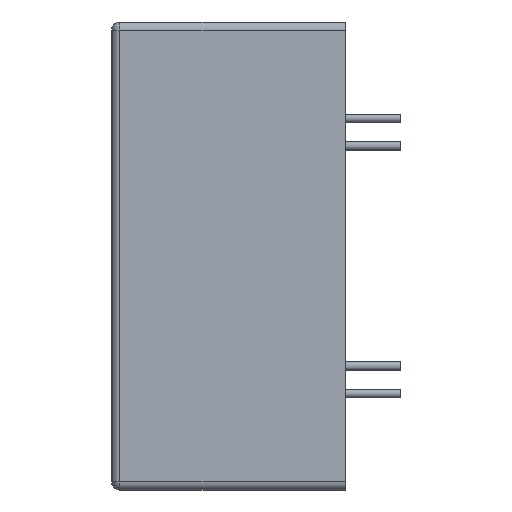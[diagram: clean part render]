
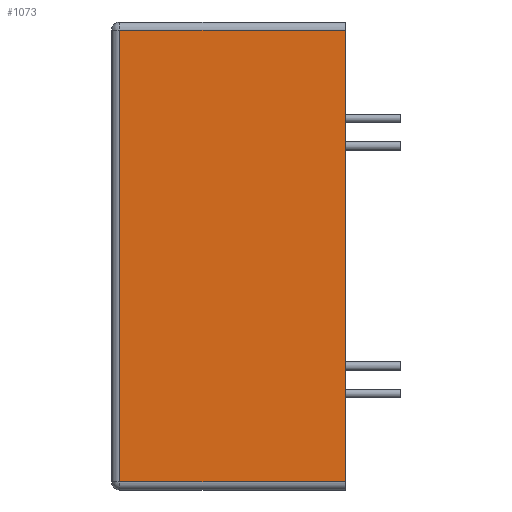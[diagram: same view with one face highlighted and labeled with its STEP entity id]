
A CAD part, left-side view. The second image highlights one B-rep face of the part: STEP entity #1073.
In plain terms, the highlighted planar face has unit normal (-1, 0, 0).
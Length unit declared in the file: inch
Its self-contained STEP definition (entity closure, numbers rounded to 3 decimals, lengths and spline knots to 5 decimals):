
#31 = ORIENTED_EDGE ( 'NONE', *, *, #1021, .T. ) ;
#34 = CARTESIAN_POINT ( 'NONE',  ( -1.4, 0., -0.82 ) ) ;
#46 = ORIENTED_EDGE ( 'NONE', *, *, #1185, .T. ) ;
#87 = VERTEX_POINT ( 'NONE', #991 ) ;
#140 = PLANE ( 'NONE',  #1361 ) ;
#251 = VECTOR ( 'NONE', #808, 39.37008 ) ;
#267 = CARTESIAN_POINT ( 'NONE',  ( -1.4, 0., 0.85 ) ) ;
#276 = VERTEX_POINT ( 'NONE', #34 ) ;
#302 = EDGE_CURVE ( 'NONE', #87, #958, #310, .T. ) ;
#310 = LINE ( 'NONE', #571, #1128 ) ;
#356 = DIRECTION ( 'NONE',  ( 1., 0., 0. ) ) ;
#458 = DIRECTION ( 'NONE',  ( 0., 0., -1. ) ) ;
#471 = VECTOR ( 'NONE', #574, 39.37008 ) ;
#498 = VERTEX_POINT ( 'NONE', #989 ) ;
#518 = FACE_OUTER_BOUND ( 'NONE', #1050, .T. ) ;
#571 = CARTESIAN_POINT ( 'NONE',  ( -1.4, 0.85, 0.82 ) ) ;
#574 = DIRECTION ( 'NONE',  ( 0., 0., 1. ) ) ;
#653 = LINE ( 'NONE', #848, #1274 ) ;
#766 = CARTESIAN_POINT ( 'NONE',  ( -1.4, 0.85, 0.85 ) ) ;
#778 = CARTESIAN_POINT ( 'NONE',  ( -1.4, 0.85, -0.82 ) ) ;
#808 = DIRECTION ( 'NONE',  ( 0., -1., 0. ) ) ;
#848 = CARTESIAN_POINT ( 'NONE',  ( -1.4, 0.82, 0.85 ) ) ;
#853 = ORIENTED_EDGE ( 'NONE', *, *, #302, .T. ) ;
#898 = DIRECTION ( 'NONE',  ( 0., 1., 0. ) ) ;
#958 = VERTEX_POINT ( 'NONE', #1072 ) ;
#968 = LINE ( 'NONE', #778, #251 ) ;
#989 = CARTESIAN_POINT ( 'NONE',  ( -1.4, 0.82, -0.82 ) ) ;
#991 = CARTESIAN_POINT ( 'NONE',  ( -1.4, 0., 0.82 ) ) ;
#1021 = EDGE_CURVE ( 'NONE', #958, #498, #653, .T. ) ;
#1050 = EDGE_LOOP ( 'NONE', ( #31, #1082, #46, #853 ) ) ;
#1067 = DIRECTION ( 'NONE',  ( 0., 0., -1. ) ) ;
#1072 = CARTESIAN_POINT ( 'NONE',  ( -1.4, 0.82, 0.82 ) ) ;
#1073 = ADVANCED_FACE ( 'NONE', ( #518 ), #140, .F. ) ;
#1082 = ORIENTED_EDGE ( 'NONE', *, *, #1123, .T. ) ;
#1123 = EDGE_CURVE ( 'NONE', #498, #276, #968, .T. ) ;
#1128 = VECTOR ( 'NONE', #898, 39.37008 ) ;
#1185 = EDGE_CURVE ( 'NONE', #276, #87, #1261, .T. ) ;
#1261 = LINE ( 'NONE', #267, #471 ) ;
#1274 = VECTOR ( 'NONE', #1067, 39.37008 ) ;
#1361 = AXIS2_PLACEMENT_3D ( 'NONE', #766, #356, #458 ) ;
